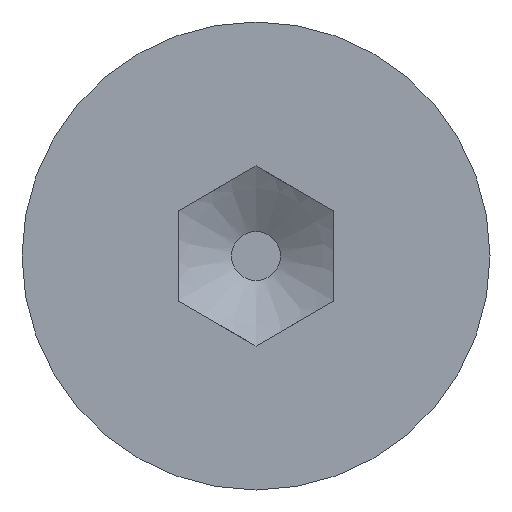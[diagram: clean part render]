
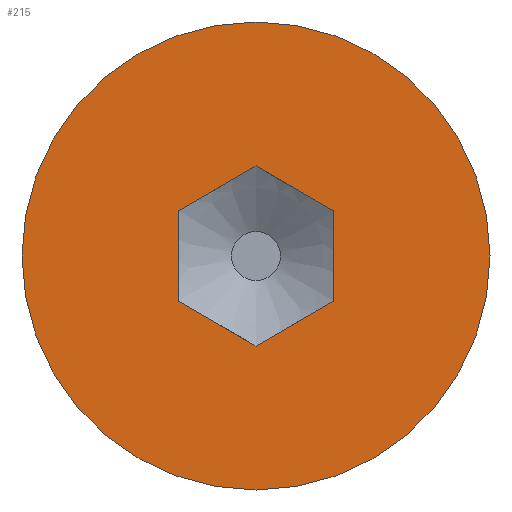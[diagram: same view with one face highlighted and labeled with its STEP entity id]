
A CAD part, left-side view. The second image highlights one B-rep face of the part: STEP entity #215.
In plain terms, the highlighted planar face has unit normal (-1, 0, 0).
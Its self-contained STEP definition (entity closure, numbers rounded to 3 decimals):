
#14=LINE($,#326,#26);
#17=LINE($,#335,#29);
#19=LINE($,#343,#31);
#21=LINE($,#351,#33);
#22=LINE($,#358,#34);
#24=LINE($,#364,#36);
#26=VECTOR($,#268,2.309);
#29=VECTOR($,#273,2.309);
#31=VECTOR($,#277,2.309);
#33=VECTOR($,#281,2.309);
#34=VECTOR($,#284,2.309);
#36=VECTOR($,#288,2.309);
#54=PLANE($,#238);
#59=FACE_BOUND($,#94,.T.);
#74=FACE_OUTER_BOUND($,#93,.T.);
#93=EDGE_LOOP($,(#189));
#94=EDGE_LOOP($,(#190,#191,#192,#193,#194,#195));
#104=CIRCLE($,#239,6.);
#113=VERTEX_POINT($,#323);
#114=VERTEX_POINT($,#325);
#116=VERTEX_POINT($,#333);
#118=VERTEX_POINT($,#341);
#120=VERTEX_POINT($,#349);
#122=VERTEX_POINT($,#357);
#123=VERTEX_POINT($,#367);
#132=EDGE_CURVE($,#114,#113,#14,.T.);
#136=EDGE_CURVE($,#113,#116,#17,.T.);
#139=EDGE_CURVE($,#116,#118,#19,.T.);
#142=EDGE_CURVE($,#118,#120,#21,.T.);
#144=EDGE_CURVE($,#122,#114,#22,.T.);
#147=EDGE_CURVE($,#120,#122,#24,.T.);
#148=EDGE_CURVE($,#123,#123,#104,.T.);
#189=ORIENTED_EDGE($,*,*,#148,.F.);
#190=ORIENTED_EDGE($,*,*,#142,.T.);
#191=ORIENTED_EDGE($,*,*,#147,.T.);
#192=ORIENTED_EDGE($,*,*,#144,.T.);
#193=ORIENTED_EDGE($,*,*,#132,.T.);
#194=ORIENTED_EDGE($,*,*,#136,.T.);
#195=ORIENTED_EDGE($,*,*,#139,.T.);
#215=ADVANCED_FACE($,(#74,#59),#54,.T.);
#238=AXIS2_PLACEMENT_3D($,#366,#291,#292);
#239=AXIS2_PLACEMENT_3D($,#368,#293,#294);
#268=DIRECTION($,(0.,0.,-1.));
#273=DIRECTION($,(0.,0.866,-0.5));
#277=DIRECTION($,(0.,0.866,0.5));
#281=DIRECTION($,(0.,0.,1.));
#284=DIRECTION($,(0.,-0.866,-0.5));
#288=DIRECTION($,(0.,-0.866,0.5));
#291=DIRECTION('center_axis',(-1.,0.,0.));
#292=DIRECTION('ref_axis',(0.,0.,1.));
#293=DIRECTION('center_axis',(1.,0.,0.));
#294=DIRECTION('ref_axis',(0.,1.,0.));
#323=CARTESIAN_POINT('',(0.,-2.,-1.155));
#325=CARTESIAN_POINT('',(0.,-2.,1.155));
#326=CARTESIAN_POINT($,(0.,-2.,-0.522));
#333=CARTESIAN_POINT('',(0.,0.,-2.309));
#335=CARTESIAN_POINT($,(0.,-0.482,-2.031));
#341=CARTESIAN_POINT('',(0.,2.,-1.155));
#343=CARTESIAN_POINT($,(0.,1.565,-1.406));
#349=CARTESIAN_POINT('',(0.,2.,1.155));
#351=CARTESIAN_POINT($,(0.,2.,0.633));
#357=CARTESIAN_POINT('',(0.,0.,2.309));
#358=CARTESIAN_POINT($,(0.,-1.435,1.481));
#364=CARTESIAN_POINT($,(0.,0.518,2.011));
#366=CARTESIAN_POINT('Origin',(0.,4.155,0.));
#367=CARTESIAN_POINT('',(0.,6.,0.));
#368=CARTESIAN_POINT('Origin',(0.,0.,0.));
